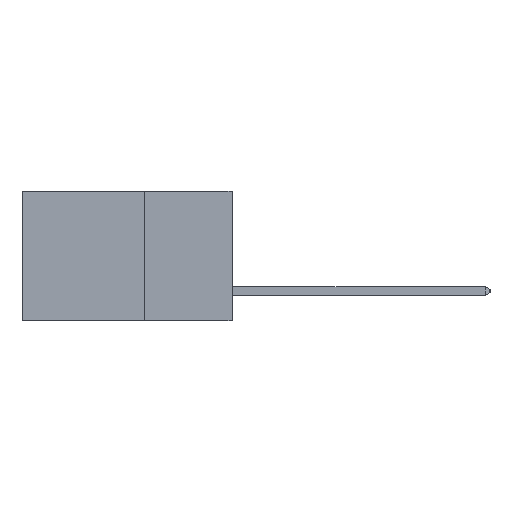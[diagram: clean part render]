
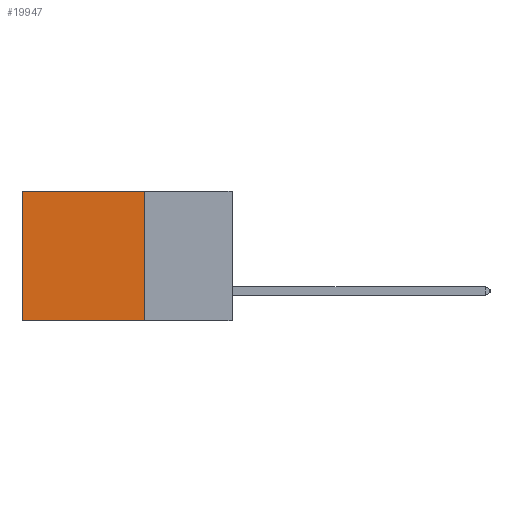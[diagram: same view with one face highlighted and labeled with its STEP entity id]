
A CAD part, left-side view. The second image highlights one B-rep face of the part: STEP entity #19947.
In plain terms, the highlighted planar face has unit normal (-1, 0, 0).
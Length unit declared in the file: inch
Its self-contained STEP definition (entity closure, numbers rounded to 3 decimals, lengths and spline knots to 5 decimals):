
#177 = VECTOR ( 'NONE', #10648, 39.37008 ) ;
#178 = LINE ( 'NONE', #14908, #7631 ) ;
#1282 = EDGE_CURVE ( 'NONE', #10536, #16105, #5258, .T. ) ;
#4823 = ORIENTED_EDGE ( 'NONE', *, *, #19925, .F. ) ;
#4892 = EDGE_CURVE ( 'NONE', #10536, #11800, #8029, .T. ) ;
#4970 = PLANE ( 'NONE',  #15911 ) ;
#5068 = ORIENTED_EDGE ( 'NONE', *, *, #1282, .T. ) ;
#5122 = CARTESIAN_POINT ( 'NONE',  ( 0.2875, 0.25, -0.37 ) ) ;
#5258 = LINE ( 'NONE', #10565, #177 ) ;
#6030 = ORIENTED_EDGE ( 'NONE', *, *, #10509, .T. ) ;
#6419 = VERTEX_POINT ( 'NONE', #20241 ) ;
#6459 = CARTESIAN_POINT ( 'NONE',  ( 0.2875, 0.25, 0. ) ) ;
#7631 = VECTOR ( 'NONE', #9991, 39.37008 ) ;
#8029 = LINE ( 'NONE', #6459, #20631 ) ;
#8370 = DIRECTION ( 'NONE',  ( 0., 0., -1. ) ) ;
#9847 = DIRECTION ( 'NONE',  ( 0., 0., -1. ) ) ;
#9991 = DIRECTION ( 'NONE',  ( 0., 1., 0. ) ) ;
#10509 = EDGE_CURVE ( 'NONE', #16105, #6419, #17837, .T. ) ;
#10536 = VERTEX_POINT ( 'NONE', #16821 ) ;
#10565 = CARTESIAN_POINT ( 'NONE',  ( 0.2875, 0.25, 0. ) ) ;
#10648 = DIRECTION ( 'NONE',  ( 0., 1., 0. ) ) ;
#11156 = ORIENTED_EDGE ( 'NONE', *, *, #4892, .F. ) ;
#11595 = FACE_OUTER_BOUND ( 'NONE', #14440, .T. ) ;
#11800 = VERTEX_POINT ( 'NONE', #5122 ) ;
#13925 = CARTESIAN_POINT ( 'NONE',  ( 0.2875, 0.6, 0. ) ) ;
#14440 = EDGE_LOOP ( 'NONE', ( #6030, #4823, #11156, #5068 ) ) ;
#14908 = CARTESIAN_POINT ( 'NONE',  ( 0.2875, 0.25, -0.37 ) ) ;
#15570 = DIRECTION ( 'NONE',  ( 0., 0., -1. ) ) ;
#15911 = AXIS2_PLACEMENT_3D ( 'NONE', #16623, #18258, #8370 ) ;
#16105 = VERTEX_POINT ( 'NONE', #18917 ) ;
#16623 = CARTESIAN_POINT ( 'NONE',  ( 0.2875, 0.25, 0. ) ) ;
#16821 = CARTESIAN_POINT ( 'NONE',  ( 0.2875, 0.25, 0. ) ) ;
#17333 = VECTOR ( 'NONE', #15570, 39.37008 ) ;
#17837 = LINE ( 'NONE', #13925, #17333 ) ;
#18258 = DIRECTION ( 'NONE',  ( 1., 0., 0. ) ) ;
#18917 = CARTESIAN_POINT ( 'NONE',  ( 0.2875, 0.6, 0. ) ) ;
#19925 = EDGE_CURVE ( 'NONE', #11800, #6419, #178, .T. ) ;
#19947 = ADVANCED_FACE ( 'NONE', ( #11595 ), #4970, .F. ) ;
#20241 = CARTESIAN_POINT ( 'NONE',  ( 0.2875, 0.6, -0.37 ) ) ;
#20631 = VECTOR ( 'NONE', #9847, 39.37008 ) ;
